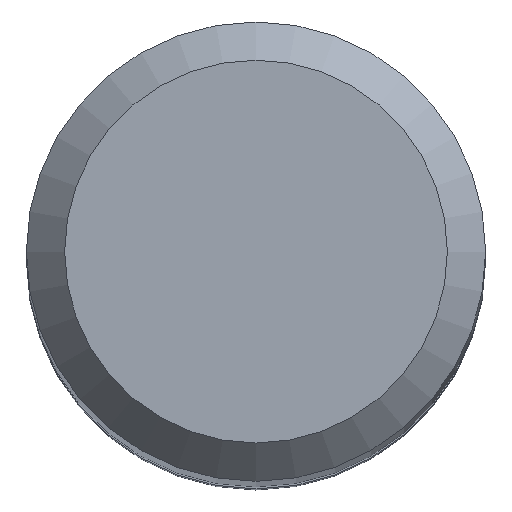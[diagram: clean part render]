
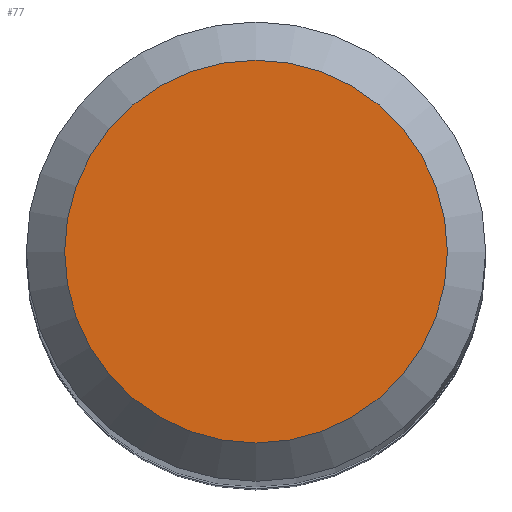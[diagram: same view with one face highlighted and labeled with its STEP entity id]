
A CAD part, top view. The second image highlights one B-rep face of the part: STEP entity #77.
In plain terms, the highlighted planar face has unit normal (0, 0, 1).
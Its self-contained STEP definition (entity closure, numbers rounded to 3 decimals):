
#9 = CIRCLE ( 'NONE', #95, 2.5 ) ;
#12 = DIRECTION ( 'NONE',  ( 0., 1., 0. ) ) ;
#40 = PLANE ( 'NONE',  #203 ) ;
#66 = EDGE_LOOP ( 'NONE', ( #218 ) ) ;
#77 = ADVANCED_FACE ( 'NONE', ( #174 ), #40, .F. ) ;
#81 = EDGE_CURVE ( 'NONE', #221, #221, #9, .T. ) ;
#95 = AXIS2_PLACEMENT_3D ( 'NONE', #116, #195, #12 ) ;
#116 = CARTESIAN_POINT ( 'NONE',  ( 0., 0., 66. ) ) ;
#133 = DIRECTION ( 'NONE',  ( 0., 1., 0. ) ) ;
#152 = DIRECTION ( 'NONE',  ( 0., 0., -1. ) ) ;
#174 = FACE_OUTER_BOUND ( 'NONE', #66, .T. ) ;
#195 = DIRECTION ( 'NONE',  ( 0., 0., -1. ) ) ;
#199 = CARTESIAN_POINT ( 'NONE',  ( 0., 2.5, 66. ) ) ;
#203 = AXIS2_PLACEMENT_3D ( 'NONE', #216, #152, #133 ) ;
#216 = CARTESIAN_POINT ( 'NONE',  ( 0., 0., 66. ) ) ;
#218 = ORIENTED_EDGE ( 'NONE', *, *, #81, .F. ) ;
#221 = VERTEX_POINT ( 'NONE', #199 ) ;
